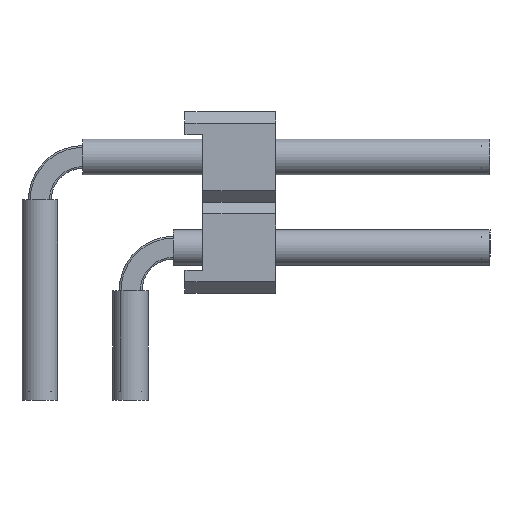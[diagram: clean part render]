
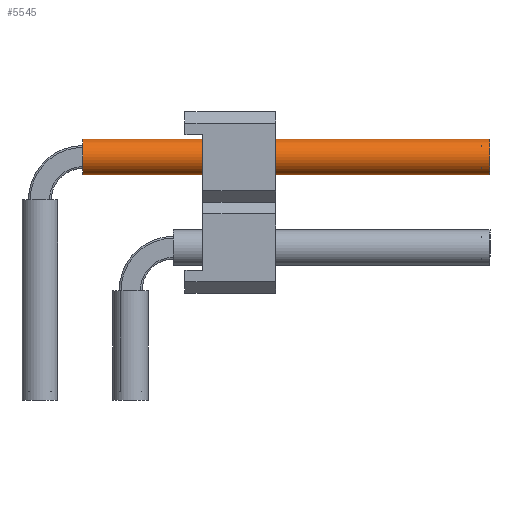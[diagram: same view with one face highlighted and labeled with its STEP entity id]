
A CAD part, left-side view. The second image highlights one B-rep face of the part: STEP entity #5545.
In plain terms, the highlighted cylindrical face has radius 0.5 mm (diameter 1 mm), a full revolution.
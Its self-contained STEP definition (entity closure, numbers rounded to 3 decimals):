
#3042=ORIENTED_EDGE('',*,*,#3832,.F.);
#3043=ORIENTED_EDGE('',*,*,#3833,.T.);
#3832=EDGE_CURVE('',#4356,#4356,#4540,.T.);
#3833=EDGE_CURVE('',#4357,#4357,#4541,.T.);
#4356=VERTEX_POINT('',#9313);
#4357=VERTEX_POINT('',#9315);
#4540=CIRCLE('',#6106,0.5);
#4541=CIRCLE('',#6107,0.5);
#4856=EDGE_LOOP('',(#3042));
#4857=EDGE_LOOP('',(#3043));
#5172=FACE_BOUND('',#4856,.T.);
#5173=FACE_BOUND('',#4857,.T.);
#5269=CYLINDRICAL_SURFACE('',#6105,0.5);
#5545=ADVANCED_FACE('',(#5172,#5173),#5269,.F.);
#6105=AXIS2_PLACEMENT_3D('',#9311,#7684,#7685);
#6106=AXIS2_PLACEMENT_3D('',#9312,#7686,#7687);
#6107=AXIS2_PLACEMENT_3D('',#9314,#7688,#7689);
#7684=DIRECTION('',(1.,0.,0.));
#7685=DIRECTION('',(0.,0.,-1.));
#7686=DIRECTION('',(-1.,0.,0.));
#7687=DIRECTION('',(0.,0.,1.));
#7688=DIRECTION('',(-1.,0.,0.));
#7689=DIRECTION('',(0.,0.,1.));
#9311=CARTESIAN_POINT('',(1.2,0.,6.81));
#9312=CARTESIAN_POINT('',(12.6,0.,6.81));
#9313=CARTESIAN_POINT('',(12.6,0.,7.31));
#9314=CARTESIAN_POINT('',(1.2,0.,6.81));
#9315=CARTESIAN_POINT('',(1.2,0.,7.31));
